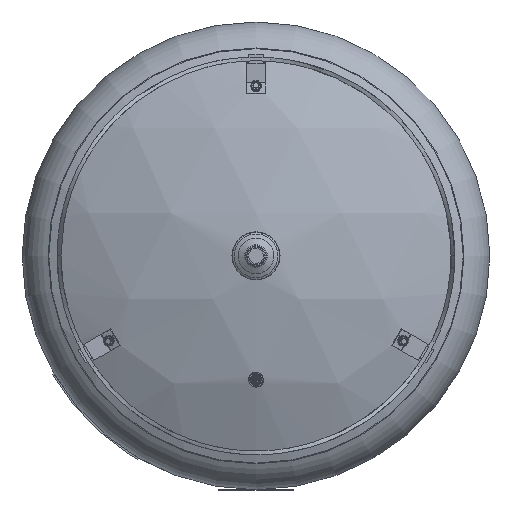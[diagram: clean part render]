
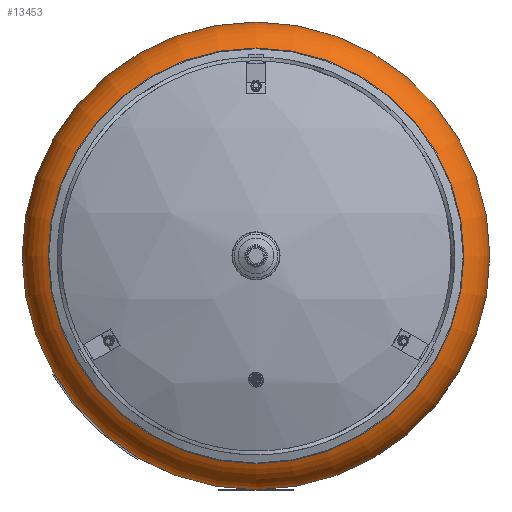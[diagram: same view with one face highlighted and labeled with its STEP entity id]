
A CAD part, front view. The second image highlights one B-rep face of the part: STEP entity #13453.
In plain terms, the highlighted toroidal (fillet/blend) face has major radius 248 mm and minor radius 62 mm.
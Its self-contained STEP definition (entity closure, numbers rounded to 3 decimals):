
#13226=CARTESIAN_POINT('',(275.556,-892.394,0.));
#13227=VERTEX_POINT('',#13226);
#13228=CARTESIAN_POINT('',(0.,-892.394,0.));
#13229=DIRECTION('',(0.0,-1.0,0.0));
#13230=DIRECTION('',(1.0,0.0,0.0));
#13231=AXIS2_PLACEMENT_3D('',#13228,#13229,#13230);
#13232=CIRCLE('',#13231,275.556);
#13233=EDGE_CURVE('',#13227,#13227,#13232,.T.);
#13427=CARTESIAN_POINT('',(310.0,-836.854,0.));
#13428=VERTEX_POINT('',#13427);
#13429=CARTESIAN_POINT('',(0.,-836.854,0.));
#13430=DIRECTION('',(0.0,-1.0,0.0));
#13431=DIRECTION('',(1.0,0.0,0.0));
#13432=AXIS2_PLACEMENT_3D('',#13429,#13430,#13431);
#13433=CIRCLE('',#13432,310.0);
#13434=EDGE_CURVE('',#13428,#13428,#13433,.T.);
#13442=CARTESIAN_POINT('',(0.,-836.854,0.));
#13443=DIRECTION('',(0.,-1.0,0.));
#13444=DIRECTION('',(0.0,0.0,1.0));
#13445=AXIS2_PLACEMENT_3D('',#13442,#13443,#13444);
#13446=TOROIDAL_SURFACE('',#13445,248.,62.0);
#13447=ORIENTED_EDGE('',*,*,#13233,.F.);
#13448=EDGE_LOOP('',(#13447));
#13449=FACE_OUTER_BOUND('',#13448,.T.);
#13450=ORIENTED_EDGE('',*,*,#13434,.T.);
#13451=EDGE_LOOP('',(#13450));
#13452=FACE_BOUND('',#13451,.T.);
#13453=ADVANCED_FACE('',(#13449,#13452),#13446,.T.);
